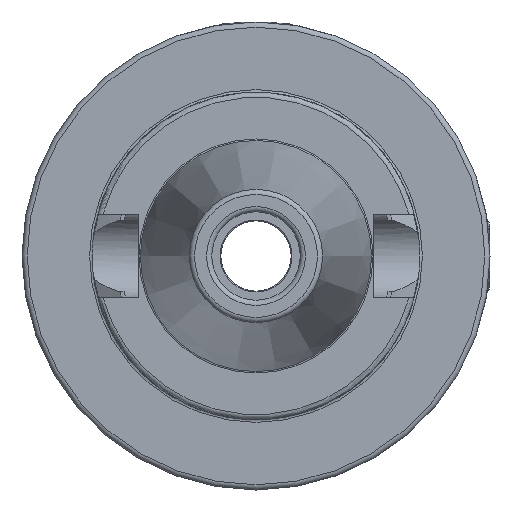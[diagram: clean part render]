
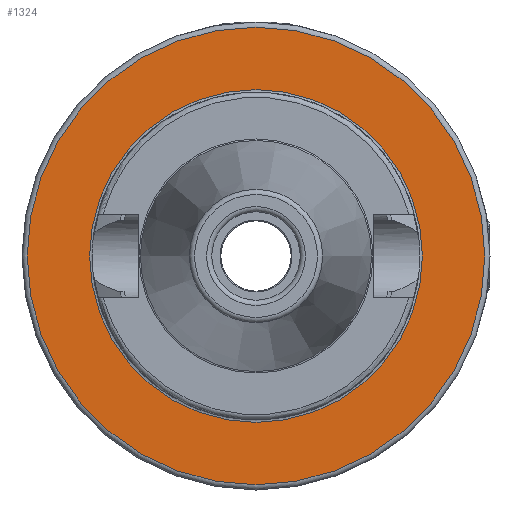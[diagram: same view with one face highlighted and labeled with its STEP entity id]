
A CAD part, left-side view. The second image highlights one B-rep face of the part: STEP entity #1324.
In plain terms, the highlighted planar face has unit normal (-1, 0, 0).
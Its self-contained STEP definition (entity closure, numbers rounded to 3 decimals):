
#64=FACE_BOUND('',#229,.T.);
#72=PLANE('',#1489);
#144=FACE_OUTER_BOUND('',#228,.T.);
#228=EDGE_LOOP('',(#951));
#229=EDGE_LOOP('',(#952));
#489=CIRCLE('',#1487,32.);
#491=CIRCLE('',#1490,44.);
#588=VERTEX_POINT('',#2278);
#589=VERTEX_POINT('',#2283);
#727=EDGE_CURVE('',#588,#588,#489,.T.);
#729=EDGE_CURVE('',#589,#589,#491,.T.);
#951=ORIENTED_EDGE('',*,*,#729,.F.);
#952=ORIENTED_EDGE('',*,*,#727,.F.);
#1324=ADVANCED_FACE('',(#144,#64),#72,.T.);
#1487=AXIS2_PLACEMENT_3D('',#2280,#1698,#1699);
#1489=AXIS2_PLACEMENT_3D('',#2282,#1702,#1703);
#1490=AXIS2_PLACEMENT_3D('',#2284,#1704,#1705);
#1698=DIRECTION('center_axis',(-1.,0.,0.));
#1699=DIRECTION('ref_axis',(0.,-1.,0.));
#1702=DIRECTION('center_axis',(-1.,0.,0.));
#1703=DIRECTION('ref_axis',(0.,0.,1.));
#1704=DIRECTION('center_axis',(1.,0.,0.));
#1705=DIRECTION('ref_axis',(0.,-1.,0.));
#2278=CARTESIAN_POINT('',(35.,0.,32.));
#2280=CARTESIAN_POINT('Origin',(35.,0.,0.));
#2282=CARTESIAN_POINT('Origin',(35.,45.,0.));
#2283=CARTESIAN_POINT('',(35.,0.,44.));
#2284=CARTESIAN_POINT('Origin',(35.,0.,0.));
